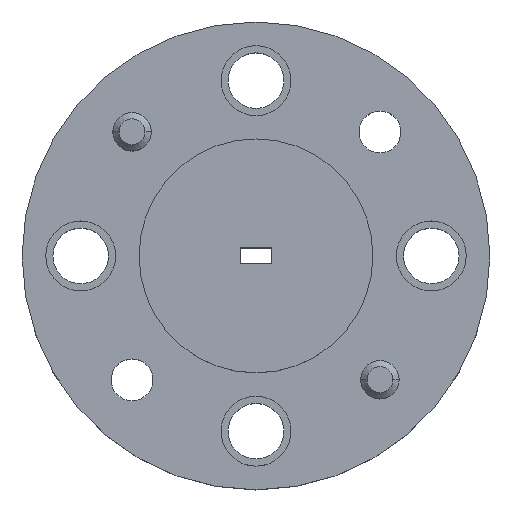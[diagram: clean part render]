
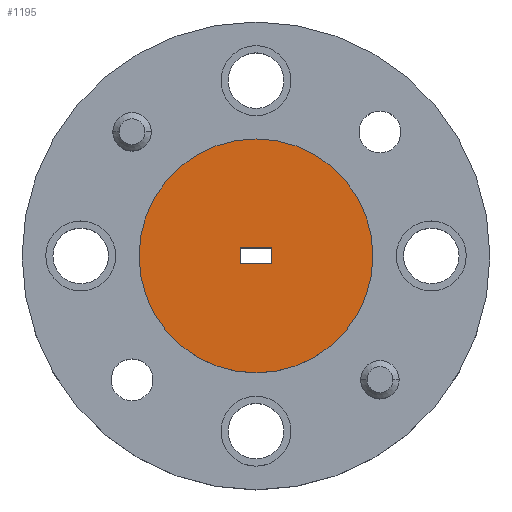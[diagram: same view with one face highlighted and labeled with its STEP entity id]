
A CAD part, top view. The second image highlights one B-rep face of the part: STEP entity #1195.
In plain terms, the highlighted planar face has unit normal (0, 0, 1).
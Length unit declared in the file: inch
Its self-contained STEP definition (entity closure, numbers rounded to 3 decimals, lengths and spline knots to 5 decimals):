
#41 = CARTESIAN_POINT ( 'NONE',  ( -0.0255, -0.01275, 0.037 ) ) ;
#74 = ORIENTED_EDGE ( 'NONE', *, *, #128, .F. ) ;
#79 = DIRECTION ( 'NONE',  ( 0., 1., 0. ) ) ;
#128 = EDGE_CURVE ( 'NONE', #1475, #913, #1991, .T. ) ;
#198 = FACE_BOUND ( 'NONE', #2490, .T. ) ;
#216 = CARTESIAN_POINT ( 'NONE',  ( 0.0255, -0.01275, 0.037 ) ) ;
#240 = DIRECTION ( 'NONE',  ( 1., 0., 0. ) ) ;
#262 = CARTESIAN_POINT ( 'NONE',  ( -0.0255, 0.01275, 0.037 ) ) ;
#334 = CARTESIAN_POINT ( 'NONE',  ( 0.1875, 0., 0.037 ) ) ;
#350 = ORIENTED_EDGE ( 'NONE', *, *, #1278, .T. ) ;
#351 = CIRCLE ( 'NONE', #998, 0.1875 ) ;
#414 = DIRECTION ( 'NONE',  ( 0., 0., 1. ) ) ;
#435 = LINE ( 'NONE', #1570, #2006 ) ;
#439 = DIRECTION ( 'NONE',  ( 1., 0., 0. ) ) ;
#476 = DIRECTION ( 'NONE',  ( -1., 0., 0. ) ) ;
#489 = DIRECTION ( 'NONE',  ( 1., 0., 0. ) ) ;
#507 = AXIS2_PLACEMENT_3D ( 'NONE', #1574, #1410, #489 ) ;
#545 = AXIS2_PLACEMENT_3D ( 'NONE', #1977, #1383, #439 ) ;
#548 = ORIENTED_EDGE ( 'NONE', *, *, #1680, .F. ) ;
#576 = VERTEX_POINT ( 'NONE', #334 ) ;
#631 = CIRCLE ( 'NONE', #507, 0.1875 ) ;
#724 = ORIENTED_EDGE ( 'NONE', *, *, #1057, .F. ) ;
#775 = VECTOR ( 'NONE', #805, 39.37008 ) ;
#805 = DIRECTION ( 'NONE',  ( 1., 0., 0. ) ) ;
#906 = EDGE_LOOP ( 'NONE', ( #350, #2193 ) ) ;
#913 = VERTEX_POINT ( 'NONE', #1582 ) ;
#918 = EDGE_CURVE ( 'NONE', #576, #1174, #351, .T. ) ;
#972 = FACE_OUTER_BOUND ( 'NONE', #906, .T. ) ;
#995 = CARTESIAN_POINT ( 'NONE',  ( -0.1875, 0., 0.037 ) ) ;
#998 = AXIS2_PLACEMENT_3D ( 'NONE', #1970, #414, #240 ) ;
#1057 = EDGE_CURVE ( 'NONE', #913, #2216, #435, .T. ) ;
#1141 = VERTEX_POINT ( 'NONE', #216 ) ;
#1174 = VERTEX_POINT ( 'NONE', #995 ) ;
#1195 = ADVANCED_FACE ( 'NONE', ( #198, #972 ), #2118, .T. ) ;
#1278 = EDGE_CURVE ( 'NONE', #1174, #576, #631, .T. ) ;
#1297 = CARTESIAN_POINT ( 'NONE',  ( -0.0255, -0.01275, 0.037 ) ) ;
#1366 = DIRECTION ( 'NONE',  ( 0., -1., 0. ) ) ;
#1383 = DIRECTION ( 'NONE',  ( 0., 0., 1. ) ) ;
#1395 = LINE ( 'NONE', #1601, #1777 ) ;
#1410 = DIRECTION ( 'NONE',  ( 0., 0., 1. ) ) ;
#1475 = VERTEX_POINT ( 'NONE', #2234 ) ;
#1566 = EDGE_CURVE ( 'NONE', #2216, #1141, #1962, .T. ) ;
#1570 = CARTESIAN_POINT ( 'NONE',  ( -0.0255, -0.01275, 0.037 ) ) ;
#1574 = CARTESIAN_POINT ( 'NONE',  ( 0., 0., 0.037 ) ) ;
#1582 = CARTESIAN_POINT ( 'NONE',  ( -0.0255, 0.01275, 0.037 ) ) ;
#1601 = CARTESIAN_POINT ( 'NONE',  ( 0.0255, -0.01275, 0.037 ) ) ;
#1680 = EDGE_CURVE ( 'NONE', #1141, #1475, #1395, .T. ) ;
#1777 = VECTOR ( 'NONE', #79, 39.37008 ) ;
#1788 = VECTOR ( 'NONE', #476, 39.37008 ) ;
#1962 = LINE ( 'NONE', #41, #775 ) ;
#1970 = CARTESIAN_POINT ( 'NONE',  ( 0., 0., 0.037 ) ) ;
#1977 = CARTESIAN_POINT ( 'NONE',  ( 0., 0., 0.037 ) ) ;
#1991 = LINE ( 'NONE', #262, #1788 ) ;
#2006 = VECTOR ( 'NONE', #1366, 39.37008 ) ;
#2072 = ORIENTED_EDGE ( 'NONE', *, *, #1566, .F. ) ;
#2118 = PLANE ( 'NONE',  #545 ) ;
#2193 = ORIENTED_EDGE ( 'NONE', *, *, #918, .T. ) ;
#2216 = VERTEX_POINT ( 'NONE', #1297 ) ;
#2234 = CARTESIAN_POINT ( 'NONE',  ( 0.0255, 0.01275, 0.037 ) ) ;
#2490 = EDGE_LOOP ( 'NONE', ( #548, #2072, #724, #74 ) ) ;
